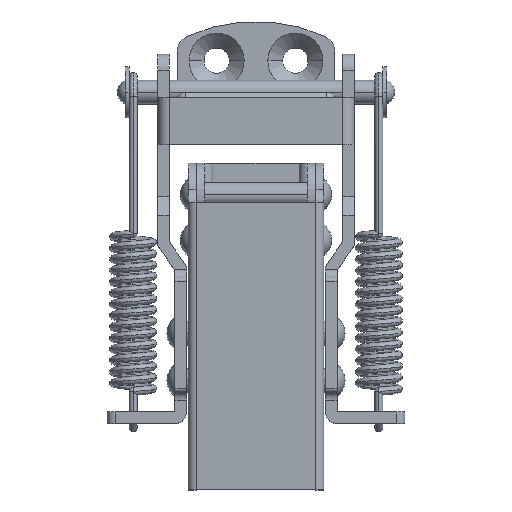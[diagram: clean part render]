
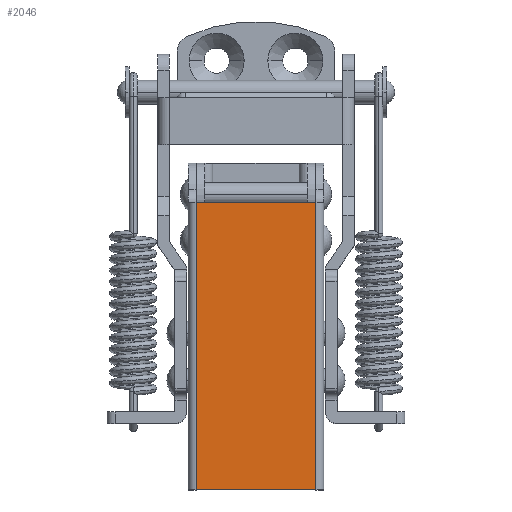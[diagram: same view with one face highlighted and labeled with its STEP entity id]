
A CAD part, top view. The second image highlights one B-rep face of the part: STEP entity #2046.
In plain terms, the highlighted planar face has unit normal (0, 0, 1).
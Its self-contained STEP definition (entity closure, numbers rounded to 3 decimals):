
#33 = CARTESIAN_POINT ( 'NONE',  ( -7.6, -1., 7.7 ) ) ;
#1835 = VECTOR ( 'NONE', #17675, 1000. ) ;
#2046 = ADVANCED_FACE ( 'NONE', ( #8364 ), #9646, .F. ) ;
#3264 = DIRECTION ( 'NONE',  ( -1., 0., 0. ) ) ;
#3963 = VECTOR ( 'NONE', #3264, 1000. ) ;
#4644 = CARTESIAN_POINT ( 'NONE',  ( -7.6, -37.5, 7.7 ) ) ;
#4683 = ORIENTED_EDGE ( 'NONE', *, *, #7563, .T. ) ;
#6003 = DIRECTION ( 'NONE',  ( -1., 0., 0. ) ) ;
#6723 = CARTESIAN_POINT ( 'NONE',  ( 8.6, -1., 7.7 ) ) ;
#7505 = ORIENTED_EDGE ( 'NONE', *, *, #16638, .T. ) ;
#7563 = EDGE_CURVE ( 'NONE', #17543, #13215, #7810, .T. ) ;
#7810 = LINE ( 'NONE', #14663, #10761 ) ;
#7846 = ORIENTED_EDGE ( 'NONE', *, *, #9648, .T. ) ;
#7929 = CARTESIAN_POINT ( 'NONE',  ( 7.6, -1., 7.7 ) ) ;
#8364 = FACE_OUTER_BOUND ( 'NONE', #16210, .T. ) ;
#9356 = VERTEX_POINT ( 'NONE', #16824 ) ;
#9646 = PLANE ( 'NONE',  #10530 ) ;
#9648 = EDGE_CURVE ( 'NONE', #9356, #17543, #13431, .T. ) ;
#9970 = EDGE_CURVE ( 'NONE', #9356, #16606, #12084, .T. ) ;
#10041 = CARTESIAN_POINT ( 'NONE',  ( 7.6, -1., 7.7 ) ) ;
#10497 = VECTOR ( 'NONE', #12875, 1000. ) ;
#10530 = AXIS2_PLACEMENT_3D ( 'NONE', #6723, #11023, #17778 ) ;
#10761 = VECTOR ( 'NONE', #6003, 1000. ) ;
#11023 = DIRECTION ( 'NONE',  ( 0., 0., -1. ) ) ;
#12084 = LINE ( 'NONE', #16261, #3963 ) ;
#12875 = DIRECTION ( 'NONE',  ( 0., 1., 0. ) ) ;
#13215 = VERTEX_POINT ( 'NONE', #33 ) ;
#13383 = LINE ( 'NONE', #14788, #1835 ) ;
#13431 = LINE ( 'NONE', #10041, #10497 ) ;
#14146 = ORIENTED_EDGE ( 'NONE', *, *, #9970, .F. ) ;
#14663 = CARTESIAN_POINT ( 'NONE',  ( 8.6, -1., 7.7 ) ) ;
#14788 = CARTESIAN_POINT ( 'NONE',  ( -7.6, -1., 7.7 ) ) ;
#16210 = EDGE_LOOP ( 'NONE', ( #14146, #7846, #4683, #7505 ) ) ;
#16261 = CARTESIAN_POINT ( 'NONE',  ( 8.6, -37.5, 7.7 ) ) ;
#16606 = VERTEX_POINT ( 'NONE', #4644 ) ;
#16638 = EDGE_CURVE ( 'NONE', #13215, #16606, #13383, .T. ) ;
#16824 = CARTESIAN_POINT ( 'NONE',  ( 7.6, -37.5, 7.7 ) ) ;
#17543 = VERTEX_POINT ( 'NONE', #7929 ) ;
#17675 = DIRECTION ( 'NONE',  ( 0., -1., 0. ) ) ;
#17778 = DIRECTION ( 'NONE',  ( 0., 1., 0. ) ) ;
